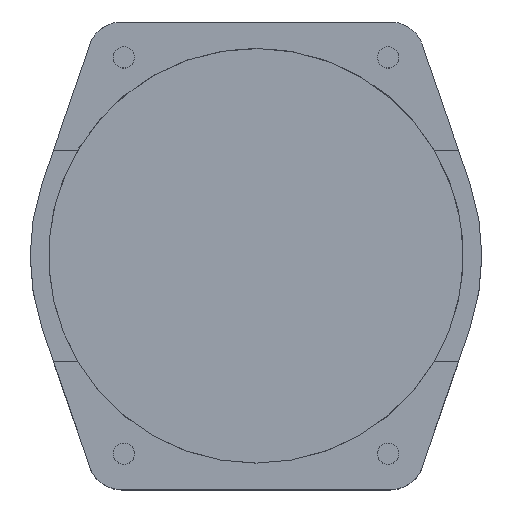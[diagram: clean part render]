
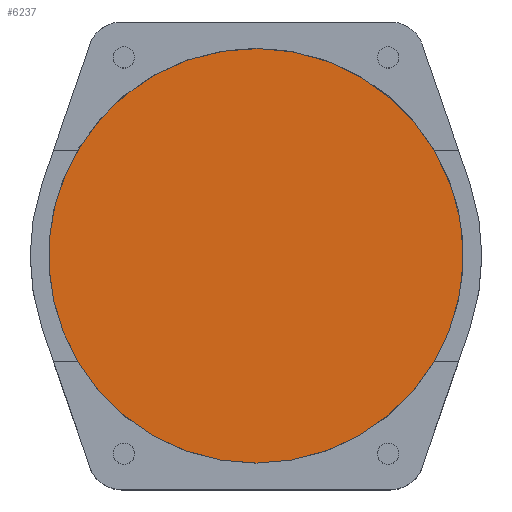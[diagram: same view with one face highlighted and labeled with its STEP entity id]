
A CAD part, top view. The second image highlights one B-rep face of the part: STEP entity #6237.
In plain terms, the highlighted planar face has unit normal (0, 0, 1).
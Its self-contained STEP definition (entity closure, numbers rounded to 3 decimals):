
#5022=CARTESIAN_POINT('',(-3.743,6.9,10.5));
#5023=VERTEX_POINT('',#5022);
#5024=CARTESIAN_POINT('',(0.0,0.0,10.5));
#5025=DIRECTION('',(0.0,0.0,-1.0));
#5026=DIRECTION('',(-1.0,0.0,0.0));
#5027=AXIS2_PLACEMENT_3D('',#5024,#5025,#5026);
#5028=CIRCLE('',#5027,7.85);
#5029=EDGE_CURVE('',#5023,#5023,#5028,.T.);
#6229=CARTESIAN_POINT('',(0.,0.,10.5));
#6230=DIRECTION('',(0.0,0.0,1.0));
#6231=DIRECTION('',(1.0,0.0,0.0));
#6232=AXIS2_PLACEMENT_3D('',#6229,#6230,#6231);
#6233=PLANE('',#6232);
#6234=ORIENTED_EDGE('',*,*,#5029,.F.);
#6235=EDGE_LOOP('',(#6234));
#6236=FACE_OUTER_BOUND('',#6235,.T.);
#6237=ADVANCED_FACE('',(#6236),#6233,.T.);
